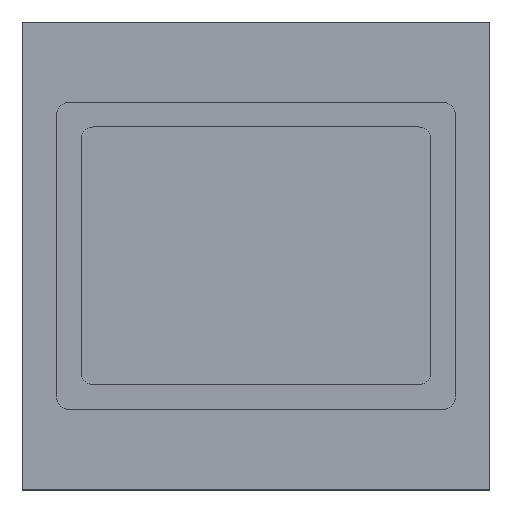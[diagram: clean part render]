
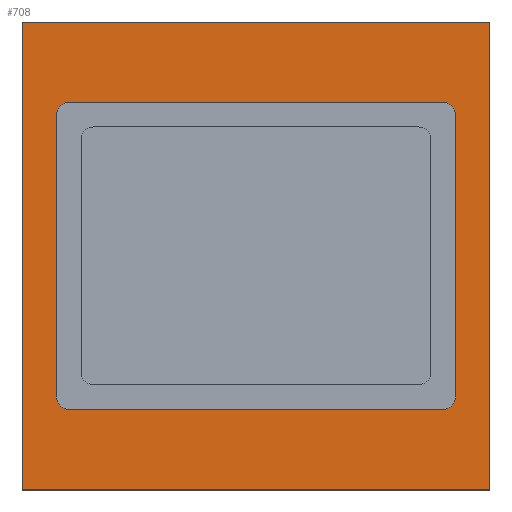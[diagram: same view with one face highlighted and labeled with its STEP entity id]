
A CAD part, top view. The second image highlights one B-rep face of the part: STEP entity #708.
In plain terms, the highlighted planar face has unit normal (0, 0, 1).
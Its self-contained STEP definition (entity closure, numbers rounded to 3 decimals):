
#17=LINE($,#1108,#77);
#20=LINE($,#1114,#80);
#23=LINE($,#1120,#83);
#26=LINE($,#1124,#86);
#77=VECTOR($,#893,38.1);
#80=VECTOR($,#898,38.1);
#83=VECTOR($,#903,38.1);
#86=VECTOR($,#908,38.1);
#160=PLANE($,#784);
#204=FACE_OUTER_BOUND($,#258,.T.);
#258=EDGE_LOOP($,(#523,#524,#525,#526));
#335=VERTEX_POINT($,#1105);
#336=VERTEX_POINT($,#1107);
#338=VERTEX_POINT($,#1113);
#340=VERTEX_POINT($,#1119);
#401=EDGE_CURVE($,#336,#335,#17,.T.);
#404=EDGE_CURVE($,#338,#336,#20,.T.);
#407=EDGE_CURVE($,#340,#338,#23,.T.);
#410=EDGE_CURVE($,#335,#340,#26,.T.);
#523=ORIENTED_EDGE($,*,*,#410,.T.);
#524=ORIENTED_EDGE($,*,*,#407,.T.);
#525=ORIENTED_EDGE($,*,*,#404,.T.);
#526=ORIENTED_EDGE($,*,*,#401,.T.);
#708=ADVANCED_FACE($,(#204),#160,.T.);
#784=AXIS2_PLACEMENT_3D($,#1126,#911,#912);
#893=DIRECTION($,(1.,0.,0.));
#898=DIRECTION($,(0.,-1.,0.));
#903=DIRECTION($,(-1.,0.,0.));
#908=DIRECTION($,(0.,1.,0.));
#911=DIRECTION('center_axis',(0.,0.,1.));
#912=DIRECTION('ref_axis',(1.,0.,0.));
#1105=CARTESIAN_POINT('',(19.05,-19.05,16.));
#1107=CARTESIAN_POINT('',(-19.05,-19.05,16.));
#1108=CARTESIAN_POINT($,(19.05,-19.05,16.));
#1113=CARTESIAN_POINT('',(-19.05,19.05,16.));
#1114=CARTESIAN_POINT($,(-19.05,-19.05,16.));
#1119=CARTESIAN_POINT('',(19.05,19.05,16.));
#1120=CARTESIAN_POINT($,(-19.05,19.05,16.));
#1124=CARTESIAN_POINT($,(19.05,19.05,16.));
#1126=CARTESIAN_POINT('Origin',(0.,0.,16.));
